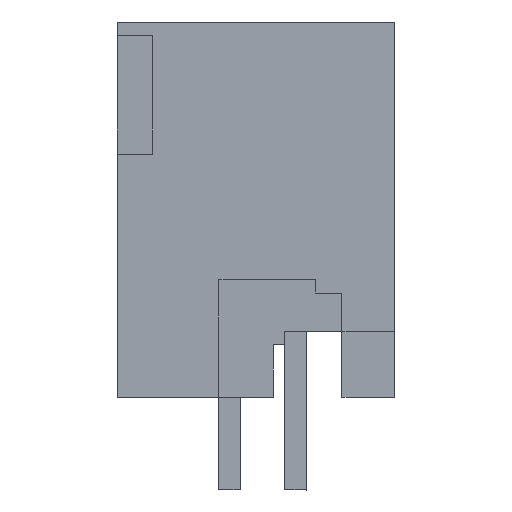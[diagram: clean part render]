
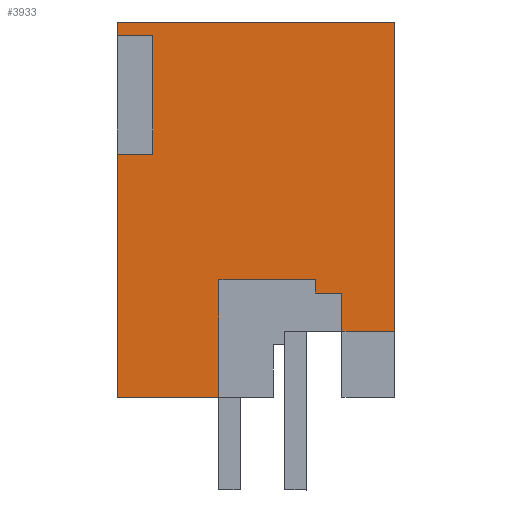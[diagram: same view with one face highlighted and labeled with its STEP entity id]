
A CAD part, left-side view. The second image highlights one B-rep face of the part: STEP entity #3933.
In plain terms, the highlighted planar face has unit normal (-1, 0, 0).
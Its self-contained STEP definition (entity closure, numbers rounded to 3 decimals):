
#3861=AXIS2_PLACEMENT_3D('Plane Axis2P3D',#3858,#3859,#3860) ;
#831=CARTESIAN_POINT('Vertex',(0.,6.65,3.5)) ;
#834=CARTESIAN_POINT('Line Origine',(0.,8.575,3.5)) ;
#838=CARTESIAN_POINT('Vertex',(0.,10.5,3.5)) ;
#1742=CARTESIAN_POINT('Vertex',(0.,2.,6.)) ;
#1745=CARTESIAN_POINT('Line Origine',(0.,2.,6.725)) ;
#1749=CARTESIAN_POINT('Vertex',(0.,2.,7.45)) ;
#1781=CARTESIAN_POINT('Line Origine',(0.,2.5,7.45)) ;
#1785=CARTESIAN_POINT('Vertex',(0.,3.,7.45)) ;
#1803=CARTESIAN_POINT('Line Origine',(0.,3.,7.7)) ;
#1807=CARTESIAN_POINT('Vertex',(0.,3.,7.95)) ;
#1832=CARTESIAN_POINT('Line Origine',(0.,4.825,7.95)) ;
#1836=CARTESIAN_POINT('Vertex',(0.,6.65,7.95)) ;
#1861=CARTESIAN_POINT('Line Origine',(0.,6.65,5.725)) ;
#3858=CARTESIAN_POINT('Axis2P3D Location',(0.,10.5,0.)) ;
#3863=CARTESIAN_POINT('Line Origine',(0.,10.5,8.1)) ;
#3867=CARTESIAN_POINT('Vertex',(0.,10.5,12.7)) ;
#3870=CARTESIAN_POINT('Line Origine',(0.,1.,6.)) ;
#3874=CARTESIAN_POINT('Vertex',(0.,0.,6.)) ;
#3877=CARTESIAN_POINT('Line Origine',(0.,0.,11.85)) ;
#3881=CARTESIAN_POINT('Vertex',(0.,0.,17.7)) ;
#3884=CARTESIAN_POINT('Line Origine',(0.,5.25,17.7)) ;
#3888=CARTESIAN_POINT('Vertex',(0.,10.5,17.7)) ;
#3891=CARTESIAN_POINT('Line Origine',(0.,10.5,17.45)) ;
#3895=CARTESIAN_POINT('Vertex',(0.,10.5,17.2)) ;
#3898=CARTESIAN_POINT('Line Origine',(0.,9.825,17.2)) ;
#3902=CARTESIAN_POINT('Vertex',(0.,9.15,17.2)) ;
#3905=CARTESIAN_POINT('Line Origine',(0.,9.15,14.95)) ;
#3909=CARTESIAN_POINT('Vertex',(0.,9.15,12.7)) ;
#3912=CARTESIAN_POINT('Line Origine',(0.,9.825,12.7)) ;
#835=DIRECTION('Vector Direction',(0.,1.,0.)) ;
#1746=DIRECTION('Vector Direction',(0.,0.,-1.)) ;
#1782=DIRECTION('Vector Direction',(0.,1.,0.)) ;
#1804=DIRECTION('Vector Direction',(0.,0.,1.)) ;
#1833=DIRECTION('Vector Direction',(0.,1.,0.)) ;
#1862=DIRECTION('Vector Direction',(0.,0.,1.)) ;
#3859=DIRECTION('Axis2P3D Direction',(-1.,0.,0.)) ;
#3860=DIRECTION('Axis2P3D XDirection',(0.,0.,1.)) ;
#3864=DIRECTION('Vector Direction',(0.,0.,1.)) ;
#3871=DIRECTION('Vector Direction',(0.,1.,0.)) ;
#3878=DIRECTION('Vector Direction',(0.,0.,1.)) ;
#3885=DIRECTION('Vector Direction',(0.,1.,0.)) ;
#3892=DIRECTION('Vector Direction',(0.,0.,1.)) ;
#3899=DIRECTION('Vector Direction',(0.,-1.,0.)) ;
#3906=DIRECTION('Vector Direction',(0.,0.,-1.)) ;
#3913=DIRECTION('Vector Direction',(0.,-1.,0.)) ;
#836=VECTOR('Line Direction',#835,1.) ;
#1747=VECTOR('Line Direction',#1746,1.) ;
#1783=VECTOR('Line Direction',#1782,1.) ;
#1805=VECTOR('Line Direction',#1804,1.) ;
#1834=VECTOR('Line Direction',#1833,1.) ;
#1863=VECTOR('Line Direction',#1862,1.) ;
#3865=VECTOR('Line Direction',#3864,1.) ;
#3872=VECTOR('Line Direction',#3871,1.) ;
#3879=VECTOR('Line Direction',#3878,1.) ;
#3886=VECTOR('Line Direction',#3885,1.) ;
#3893=VECTOR('Line Direction',#3892,1.) ;
#3900=VECTOR('Line Direction',#3899,1.) ;
#3907=VECTOR('Line Direction',#3906,1.) ;
#3914=VECTOR('Line Direction',#3913,1.) ;
#3918=ORIENTED_EDGE('',*,*,#3869,.T.) ;
#3919=ORIENTED_EDGE('',*,*,#840,.T.) ;
#3920=ORIENTED_EDGE('',*,*,#1865,.T.) ;
#3921=ORIENTED_EDGE('',*,*,#1838,.T.) ;
#3922=ORIENTED_EDGE('',*,*,#1809,.T.) ;
#3923=ORIENTED_EDGE('',*,*,#1787,.T.) ;
#3924=ORIENTED_EDGE('',*,*,#1751,.T.) ;
#3925=ORIENTED_EDGE('',*,*,#3876,.T.) ;
#3926=ORIENTED_EDGE('',*,*,#3883,.T.) ;
#3927=ORIENTED_EDGE('',*,*,#3890,.T.) ;
#3928=ORIENTED_EDGE('',*,*,#3897,.T.) ;
#3929=ORIENTED_EDGE('',*,*,#3904,.F.) ;
#3930=ORIENTED_EDGE('',*,*,#3911,.F.) ;
#3931=ORIENTED_EDGE('',*,*,#3916,.F.) ;
#3933=ADVANCED_FACE('HOUSING',(#3932),#3862,.T.) ;
#840=EDGE_CURVE('',#839,#832,#837,.F.) ;
#1751=EDGE_CURVE('',#1750,#1743,#1748,.T.) ;
#1787=EDGE_CURVE('',#1786,#1750,#1784,.F.) ;
#1809=EDGE_CURVE('',#1808,#1786,#1806,.F.) ;
#1838=EDGE_CURVE('',#1837,#1808,#1835,.F.) ;
#1865=EDGE_CURVE('',#832,#1837,#1864,.T.) ;
#3869=EDGE_CURVE('',#3868,#839,#3866,.F.) ;
#3876=EDGE_CURVE('',#1743,#3875,#3873,.F.) ;
#3883=EDGE_CURVE('',#3875,#3882,#3880,.T.) ;
#3890=EDGE_CURVE('',#3882,#3889,#3887,.T.) ;
#3897=EDGE_CURVE('',#3889,#3896,#3894,.F.) ;
#3904=EDGE_CURVE('',#3903,#3896,#3901,.F.) ;
#3911=EDGE_CURVE('',#3910,#3903,#3908,.F.) ;
#3916=EDGE_CURVE('',#3868,#3910,#3915,.T.) ;
#3917=EDGE_LOOP('',(#3918,#3919,#3920,#3921,#3922,#3923,#3924,#3925,#3926,#3927,#3928,#3929,#3930,#3931)) ;
#3932=FACE_OUTER_BOUND('',#3917,.T.) ;
#837=LINE('Line',#834,#836) ;
#1748=LINE('Line',#1745,#1747) ;
#1784=LINE('Line',#1781,#1783) ;
#1806=LINE('Line',#1803,#1805) ;
#1835=LINE('Line',#1832,#1834) ;
#1864=LINE('Line',#1861,#1863) ;
#3866=LINE('Line',#3863,#3865) ;
#3873=LINE('Line',#3870,#3872) ;
#3880=LINE('Line',#3877,#3879) ;
#3887=LINE('Line',#3884,#3886) ;
#3894=LINE('Line',#3891,#3893) ;
#3901=LINE('Line',#3898,#3900) ;
#3908=LINE('Line',#3905,#3907) ;
#3915=LINE('Line',#3912,#3914) ;
#3862=PLANE('',#3861) ;
#832=VERTEX_POINT('',#831) ;
#839=VERTEX_POINT('',#838) ;
#1743=VERTEX_POINT('',#1742) ;
#1750=VERTEX_POINT('',#1749) ;
#1786=VERTEX_POINT('',#1785) ;
#1808=VERTEX_POINT('',#1807) ;
#1837=VERTEX_POINT('',#1836) ;
#3868=VERTEX_POINT('',#3867) ;
#3875=VERTEX_POINT('',#3874) ;
#3882=VERTEX_POINT('',#3881) ;
#3889=VERTEX_POINT('',#3888) ;
#3896=VERTEX_POINT('',#3895) ;
#3903=VERTEX_POINT('',#3902) ;
#3910=VERTEX_POINT('',#3909) ;
